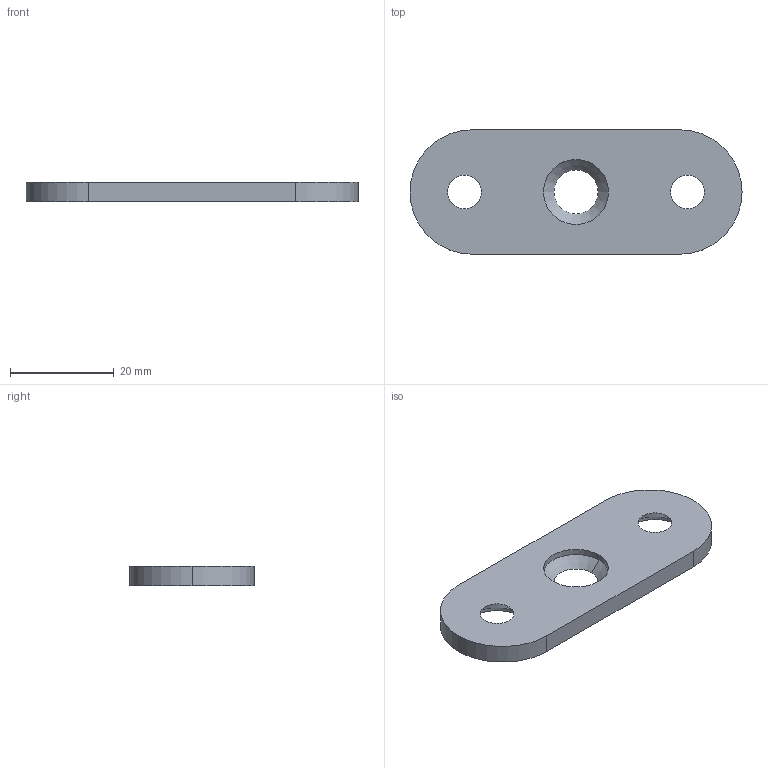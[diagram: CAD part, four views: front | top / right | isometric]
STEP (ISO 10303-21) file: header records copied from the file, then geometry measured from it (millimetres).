
FILE_DESCRIPTION (( 'STEP AP203' ), '1' );
FILE_NAME ('A_1800-100.STEP', '2022-12-13T08:38:54', ( '' ), ( '' ), 'SwSTEP 2.0', 'SolidWorks 2019', '' );
FILE_SCHEMA (( 'CONFIG_CONTROL_DESIGN' ));
Length unit declared in the file: millimetre
Products named in the file (1): A_1800-100
Bounding box: 64 x 24 x 3.7 mm (x, y, z)
Volume: 4212.9 mm3; surface area: 3379.4 mm2
Topology: 1 solids, 1 shells, 22 faces, 51 edges, 32 vertices
Faces by surface type: cylinder 11, cone 6, plane 5
Entity records: 724 total; most frequent: DIRECTION 125, CARTESIAN_POINT 106, ORIENTED_EDGE 102, AXIS2_PLACEMENT_3D 51, EDGE_CURVE 51, VERTEX_POINT 32, EDGE_LOOP 29, CIRCLE 28
